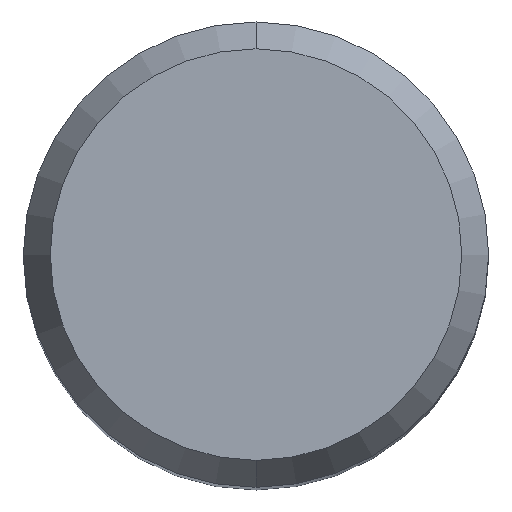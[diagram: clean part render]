
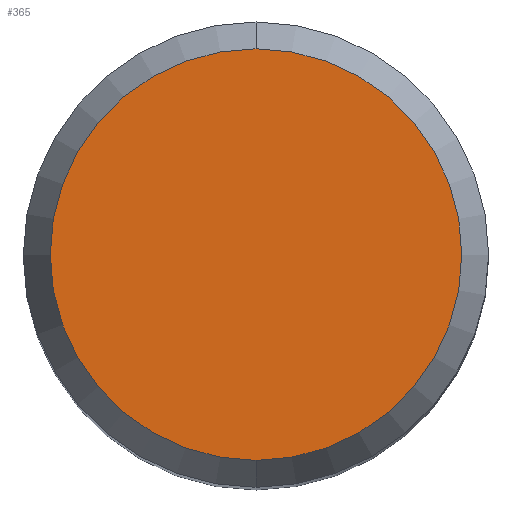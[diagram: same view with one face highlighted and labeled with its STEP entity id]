
A CAD part, top view. The second image highlights one B-rep face of the part: STEP entity #365.
In plain terms, the highlighted planar face has unit normal (0, 0, 1).
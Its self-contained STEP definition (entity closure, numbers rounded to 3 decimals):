
#251=VERTEX_POINT('',#553);
#365=ADVANCED_FACE('',(#677),#678,.T.);
#375=EDGE_CURVE('',#415,#251,#690,.T.);
#399=EDGE_CURVE('',#251,#415,#716,.T.);
#415=VERTEX_POINT('',#732);
#553=CARTESIAN_POINT('',(0.,-3.538,0.0));
#677=FACE_OUTER_BOUND('',#1222,.T.);
#678=PLANE('',#1223);
#690=CIRCLE('',#1238,3.538);
#716=CIRCLE('',#1276,3.538);
#732=CARTESIAN_POINT('',(0.0,3.538,0.0));
#1222=EDGE_LOOP('',(#1647,#1648));
#1223=AXIS2_PLACEMENT_3D('',#1649,#1650,#1651);
#1238=AXIS2_PLACEMENT_3D('',#1669,#1670,#1671);
#1276=AXIS2_PLACEMENT_3D('',#1696,#1697,#1698);
#1647=ORIENTED_EDGE('',*,*,#375,.F.);
#1648=ORIENTED_EDGE('',*,*,#399,.F.);
#1649=CARTESIAN_POINT('',(0.0,1.769,0.0));
#1650=DIRECTION('',(-0.0,0.0,1.0));
#1651=DIRECTION('',(0.0,-1.0,0.0));
#1669=CARTESIAN_POINT('',(0.0,0.0,0.0));
#1670=DIRECTION('',(0.0,0.0,-1.0));
#1671=DIRECTION('',(0.0,1.0,0.0));
#1696=CARTESIAN_POINT('',(0.0,0.0,0.0));
#1697=DIRECTION('',(0.0,0.0,-1.0));
#1698=DIRECTION('',(0.0,1.0,0.0));
